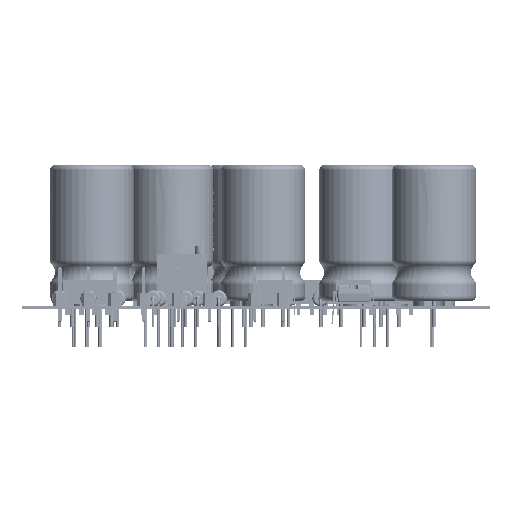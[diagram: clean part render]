
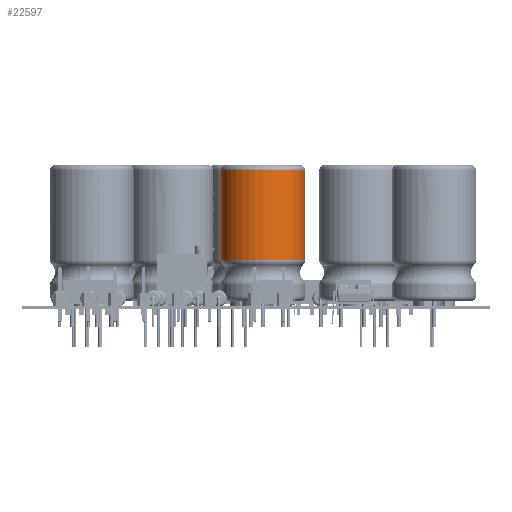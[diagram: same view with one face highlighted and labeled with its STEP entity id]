
A CAD part, left-side view. The second image highlights one B-rep face of the part: STEP entity #22597.
In plain terms, the highlighted cylindrical face has radius 8 mm (diameter 16 mm), a partial arc.
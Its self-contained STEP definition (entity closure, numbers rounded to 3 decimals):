
#22264 = VERTEX_POINT('',#22265);
#22265 = CARTESIAN_POINT('',(-7.391,3.061,26.));
#22272 = EDGE_CURVE('',#22264,#22273,#22275,.T.);
#22273 = VERTEX_POINT('',#22274);
#22274 = CARTESIAN_POINT('',(-7.391,3.061,
    8.786));
#22275 = LINE('',#22276,#22277);
#22276 = CARTESIAN_POINT('',(-7.391,3.061,26.));
#22277 = VECTOR('',#22278,1.);
#22278 = DIRECTION('',(0.,0.,-1.));
#22576 = VERTEX_POINT('',#22577);
#22577 = CARTESIAN_POINT('',(-7.391,-3.061,
    8.786));
#22586 = EDGE_CURVE('',#22576,#22273,#22587,.T.);
#22587 = CIRCLE('',#22588,8.);
#22588 = AXIS2_PLACEMENT_3D('',#22589,#22590,#22591);
#22589 = CARTESIAN_POINT('',(0.,0.,
    8.786));
#22590 = DIRECTION('',(0.,0.,1.));
#22591 = DIRECTION('',(-0.924,-0.383,
    0.));
#22597 = ADVANCED_FACE('',(#22598),#22617,.T.);
#22598 = FACE_BOUND('',#22599,.T.);
#22599 = EDGE_LOOP('',(#22600,#22608,#22609,#22610));
#22600 = ORIENTED_EDGE('',*,*,#22601,.T.);
#22601 = EDGE_CURVE('',#22602,#22576,#22604,.T.);
#22602 = VERTEX_POINT('',#22603);
#22603 = CARTESIAN_POINT('',(-7.391,-3.061,26.));
#22604 = LINE('',#22605,#22606);
#22605 = CARTESIAN_POINT('',(-7.391,-3.061,26.));
#22606 = VECTOR('',#22607,1.);
#22607 = DIRECTION('',(0.,0.,-1.));
#22608 = ORIENTED_EDGE('',*,*,#22586,.T.);
#22609 = ORIENTED_EDGE('',*,*,#22272,.F.);
#22610 = ORIENTED_EDGE('',*,*,#22611,.F.);
#22611 = EDGE_CURVE('',#22602,#22264,#22612,.T.);
#22612 = CIRCLE('',#22613,8.);
#22613 = AXIS2_PLACEMENT_3D('',#22614,#22615,#22616);
#22614 = CARTESIAN_POINT('',(0.,0.,
    26.));
#22615 = DIRECTION('',(0.,0.,1.));
#22616 = DIRECTION('',(-0.924,-0.383,
    0.));
#22617 = CYLINDRICAL_SURFACE('',#22618,8.);
#22618 = AXIS2_PLACEMENT_3D('',#22619,#22620,#22621);
#22619 = CARTESIAN_POINT('',(0.,0.,
    17.393));
#22620 = DIRECTION('',(0.,0.,1.));
#22621 = DIRECTION('',(1.,0.,0.));
